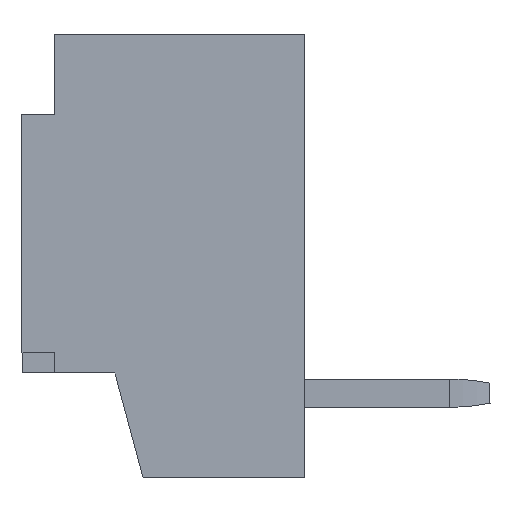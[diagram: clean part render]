
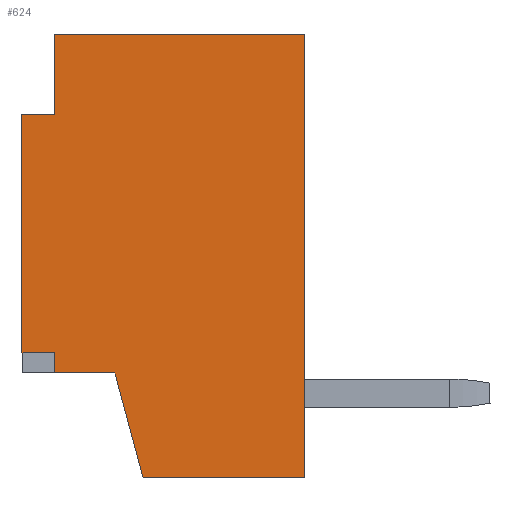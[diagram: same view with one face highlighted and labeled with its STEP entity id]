
A CAD part, left-side view. The second image highlights one B-rep face of the part: STEP entity #624.
In plain terms, the highlighted planar face has unit normal (-1, 0, 0).
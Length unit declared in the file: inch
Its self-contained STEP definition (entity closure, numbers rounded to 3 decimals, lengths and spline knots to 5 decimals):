
#33 = VERTEX_POINT ( 'NONE', #7279 ) ;
#185 = VECTOR ( 'NONE', #7494, 39.37008 ) ;
#284 = VECTOR ( 'NONE', #7207, 39.37008 ) ;
#389 = VECTOR ( 'NONE', #7341, 39.37008 ) ;
#436 = CARTESIAN_POINT ( 'NONE',  ( -0.13287, 0.08268, 0.10827 ) ) ;
#624 = ADVANCED_FACE ( 'NONE', ( #4700 ), #7150, .T. ) ;
#724 = EDGE_LOOP ( 'NONE', ( #5005, #2486, #1337, #2949, #2213, #4876, #5811, #4874, #1162, #5355 ) ) ;
#762 = VERTEX_POINT ( 'NONE', #6313 ) ;
#799 = VERTEX_POINT ( 'NONE', #2586 ) ;
#1036 = DIRECTION ( 'NONE',  ( -1., 0., 0. ) ) ;
#1157 = LINE ( 'NONE', #4916, #284 ) ;
#1162 = ORIENTED_EDGE ( 'NONE', *, *, #7676, .F. ) ;
#1213 = LINE ( 'NONE', #3050, #6668 ) ;
#1330 = LINE ( 'NONE', #3783, #6436 ) ;
#1337 = ORIENTED_EDGE ( 'NONE', *, *, #2342, .F. ) ;
#1621 = VERTEX_POINT ( 'NONE', #4126 ) ;
#1720 = EDGE_CURVE ( 'NONE', #4326, #762, #6180, .T. ) ;
#1776 = EDGE_CURVE ( 'NONE', #4895, #6551, #6691, .T. ) ;
#1846 = EDGE_CURVE ( 'NONE', #6140, #6551, #1213, .T. ) ;
#2213 = ORIENTED_EDGE ( 'NONE', *, *, #5658, .F. ) ;
#2276 = DIRECTION ( 'NONE',  ( 0., 0., -1. ) ) ;
#2334 = DIRECTION ( 'NONE',  ( 0., 0.259, 0.966 ) ) ;
#2342 = EDGE_CURVE ( 'NONE', #7457, #799, #4178, .T. ) ;
#2406 = CARTESIAN_POINT ( 'NONE',  ( -0.13287, 0.10012, -0.10929 ) ) ;
#2486 = ORIENTED_EDGE ( 'NONE', *, *, #3025, .F. ) ;
#2563 = AXIS2_PLACEMENT_3D ( 'NONE', #4092, #1036, #5955 ) ;
#2579 = CARTESIAN_POINT ( 'NONE',  ( -0.13287, 0.1004, -0.10827 ) ) ;
#2586 = CARTESIAN_POINT ( 'NONE',  ( -0.13287, 0.02166, -0.10827 ) ) ;
#2861 = EDGE_CURVE ( 'NONE', #7457, #1621, #5356, .T. ) ;
#2949 = ORIENTED_EDGE ( 'NONE', *, *, #2861, .T. ) ;
#2958 = DIRECTION ( 'NONE',  ( 0., 1., 0. ) ) ;
#3025 = EDGE_CURVE ( 'NONE', #799, #4895, #4487, .T. ) ;
#3050 = CARTESIAN_POINT ( 'NONE',  ( -0.13287, 0.09646, -0.05709 ) ) ;
#3163 = DIRECTION ( 'NONE',  ( 0., -1., 0. ) ) ;
#3237 = VECTOR ( 'NONE', #2958, 39.37008 ) ;
#3249 = CARTESIAN_POINT ( 'NONE',  ( -0.13287, 0.11411, -0.05709 ) ) ;
#3605 = CARTESIAN_POINT ( 'NONE',  ( -0.13287, 0.02166, 0. ) ) ;
#3754 = CARTESIAN_POINT ( 'NONE',  ( -0.13287, 0.09056, -0.10827 ) ) ;
#3783 = CARTESIAN_POINT ( 'NONE',  ( -0.13287, 0.09056, 0.0689 ) ) ;
#3889 = VECTOR ( 'NONE', #6860, 39.37008 ) ;
#4043 = DIRECTION ( 'NONE',  ( 0., 1., 0. ) ) ;
#4092 = CARTESIAN_POINT ( 'NONE',  ( -0.13287, 0.16221, -0.1126 ) ) ;
#4126 = CARTESIAN_POINT ( 'NONE',  ( -0.13287, 0.1437, 0.10827 ) ) ;
#4178 = LINE ( 'NONE', #3605, #6939 ) ;
#4185 = LINE ( 'NONE', #4836, #3237 ) ;
#4228 = EDGE_CURVE ( 'NONE', #4326, #33, #1330, .T. ) ;
#4326 = VERTEX_POINT ( 'NONE', #5891 ) ;
#4487 = LINE ( 'NONE', #3754, #3889 ) ;
#4700 = FACE_OUTER_BOUND ( 'NONE', #724, .T. ) ;
#4836 = CARTESIAN_POINT ( 'NONE',  ( -0.13287, 0.09056, -0.04724 ) ) ;
#4874 = ORIENTED_EDGE ( 'NONE', *, *, #5612, .F. ) ;
#4876 = ORIENTED_EDGE ( 'NONE', *, *, #4228, .F. ) ;
#4895 = VERTEX_POINT ( 'NONE', #2579 ) ;
#4916 = CARTESIAN_POINT ( 'NONE',  ( -0.13287, 0.1437, 0. ) ) ;
#5005 = ORIENTED_EDGE ( 'NONE', *, *, #1776, .F. ) ;
#5355 = ORIENTED_EDGE ( 'NONE', *, *, #1846, .T. ) ;
#5356 = LINE ( 'NONE', #436, #6471 ) ;
#5524 = DIRECTION ( 'NONE',  ( 0., -1., 0. ) ) ;
#5612 = EDGE_CURVE ( 'NONE', #6138, #762, #4185, .T. ) ;
#5658 = EDGE_CURVE ( 'NONE', #33, #1621, #1157, .T. ) ;
#5811 = ORIENTED_EDGE ( 'NONE', *, *, #1720, .T. ) ;
#5891 = CARTESIAN_POINT ( 'NONE',  ( -0.13287, 0.15945, 0.0689 ) ) ;
#5955 = DIRECTION ( 'NONE',  ( 0., -1., 0. ) ) ;
#6138 = VERTEX_POINT ( 'NONE', #6339 ) ;
#6140 = VERTEX_POINT ( 'NONE', #6699 ) ;
#6180 = LINE ( 'NONE', #6728, #389 ) ;
#6213 = LINE ( 'NONE', #6757, #185 ) ;
#6313 = CARTESIAN_POINT ( 'NONE',  ( -0.13287, 0.15945, -0.04724 ) ) ;
#6339 = CARTESIAN_POINT ( 'NONE',  ( -0.13287, 0.1437, -0.04724 ) ) ;
#6436 = VECTOR ( 'NONE', #3163, 39.37008 ) ;
#6471 = VECTOR ( 'NONE', #4043, 39.37008 ) ;
#6551 = VERTEX_POINT ( 'NONE', #3249 ) ;
#6648 = CARTESIAN_POINT ( 'NONE',  ( -0.13287, 0.02166, 0.10827 ) ) ;
#6668 = VECTOR ( 'NONE', #5524, 39.37008 ) ;
#6691 = LINE ( 'NONE', #2406, #7730 ) ;
#6699 = CARTESIAN_POINT ( 'NONE',  ( -0.13287, 0.1437, -0.05709 ) ) ;
#6728 = CARTESIAN_POINT ( 'NONE',  ( -0.13287, 0.15945, 0.00591 ) ) ;
#6757 = CARTESIAN_POINT ( 'NONE',  ( -0.13287, 0.1437, 0. ) ) ;
#6860 = DIRECTION ( 'NONE',  ( 0., 1., 0. ) ) ;
#6939 = VECTOR ( 'NONE', #2276, 39.37008 ) ;
#7150 = PLANE ( 'NONE',  #2563 ) ;
#7207 = DIRECTION ( 'NONE',  ( 0., 0., 1. ) ) ;
#7279 = CARTESIAN_POINT ( 'NONE',  ( -0.13287, 0.1437, 0.0689 ) ) ;
#7341 = DIRECTION ( 'NONE',  ( 0., 0., -1. ) ) ;
#7457 = VERTEX_POINT ( 'NONE', #6648 ) ;
#7494 = DIRECTION ( 'NONE',  ( 0., 0., 1. ) ) ;
#7676 = EDGE_CURVE ( 'NONE', #6140, #6138, #6213, .T. ) ;
#7730 = VECTOR ( 'NONE', #2334, 39.37008 ) ;
